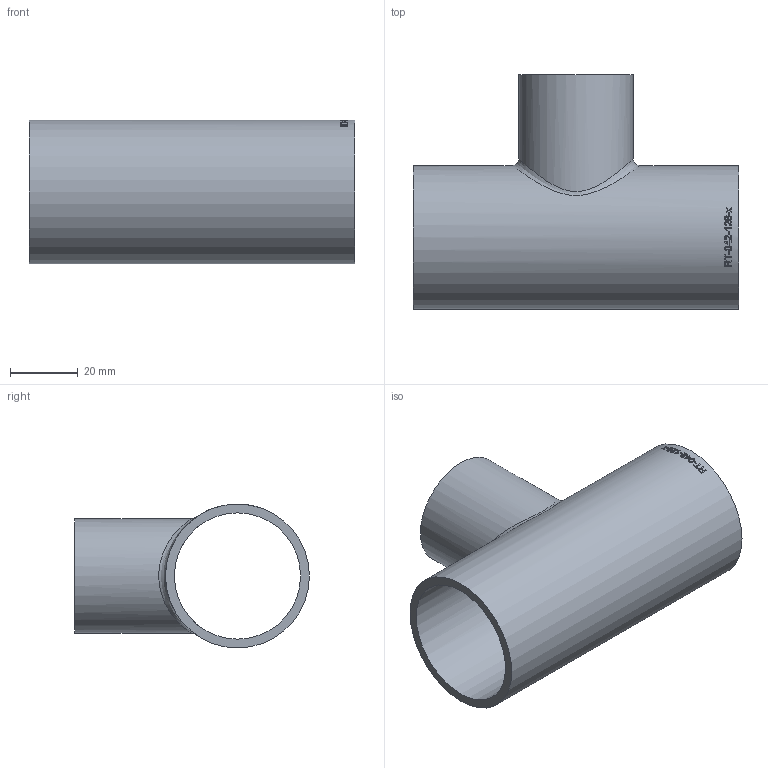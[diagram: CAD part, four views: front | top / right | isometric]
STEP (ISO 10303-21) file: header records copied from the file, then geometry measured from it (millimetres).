
FILE_DESCRIPTION (( 'STEP AP214' ), '1' );
FILE_NAME ('RT-042-126-x T-Stück Ø42,4x2,6-Ø33,7x2,6 BL96 1910.STEP', '2019-10-23T08:09:38', ( '' ), ( '' ), 'SwSTEP 2.0', 'SolidWorks 2016', '' );
FILE_SCHEMA (( 'AUTOMOTIVE_DESIGN' ));
Length unit declared in the file: millimetre
Products named in the file (1): RT-042-126-x T-Stück Ø42,4x2,6-Ø33,7x2,6 BL96 1910
Bounding box: 96 x 69.2 x 42.4 mm (x, y, z)
Volume: 37062.3 mm3; surface area: 29318.9 mm2
Topology: 1 solids, 1 shells, 154 faces, 406 edges, 270 vertices
Faces by surface type: bspline 73, plane 59, cylinder 22
Full cylindrical faces by diameter (mm): 28.5 x1, 33.7 x1, 37.2 x1, 42.4 x1
Entity records: 13876 total; most frequent: CARTESIAN_POINT 9189, ORIENTED_EDGE 782, DIRECTION 391, EDGE_CURVE 391, VERTEX_POINT 264, B_SPLINE_CURVE_WITH_KNOTS 230, EDGE_LOOP 179, FACE_OUTER_BOUND 158
